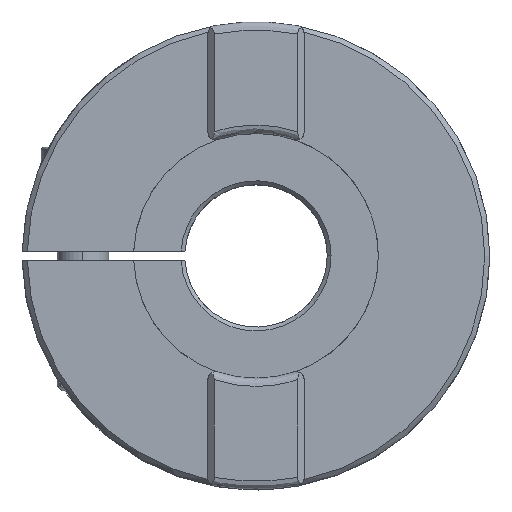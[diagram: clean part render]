
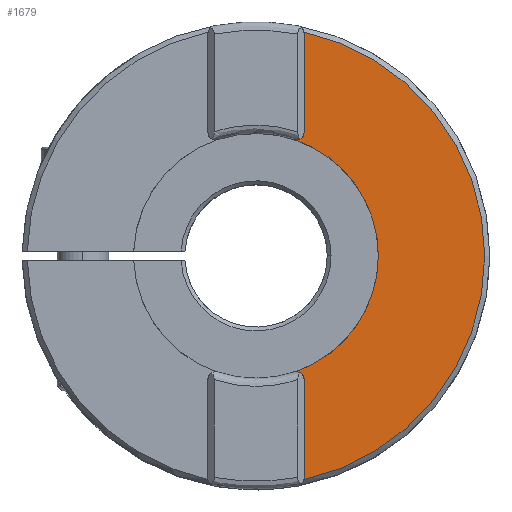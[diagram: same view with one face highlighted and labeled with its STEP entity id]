
A CAD part, top view. The second image highlights one B-rep face of the part: STEP entity #1679.
In plain terms, the highlighted planar face has unit normal (0, 0, 1).
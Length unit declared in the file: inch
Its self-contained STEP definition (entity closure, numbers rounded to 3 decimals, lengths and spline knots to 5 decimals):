
#3 = ORIENTED_EDGE ( 'NONE', *, *, #2396, .F. ) ;
#81 = VERTEX_POINT ( 'NONE', #2027 ) ;
#268 = CARTESIAN_POINT ( 'NONE',  ( 0.29528, -0.75975, 0.98425 ) ) ;
#292 = CARTESIAN_POINT ( 'NONE',  ( 0.23337, 0.71484, 0.98425 ) ) ;
#303 = CARTESIAN_POINT ( 'NONE',  ( 0., 0., 0.98425 ) ) ;
#340 = AXIS2_PLACEMENT_3D ( 'NONE', #2270, #3606, #1074 ) ;
#360 = DIRECTION ( 'NONE',  ( 0., -1., 0. ) ) ;
#566 = VERTEX_POINT ( 'NONE', #3238 ) ;
#639 = CARTESIAN_POINT ( 'NONE',  ( 0.29528, 0., 0.98425 ) ) ;
#649 = ORIENTED_EDGE ( 'NONE', *, *, #1924, .T. ) ;
#686 = AXIS2_PLACEMENT_3D ( 'NONE', #303, #940, #3478 ) ;
#778 = DIRECTION ( 'NONE',  ( 0., 0., -1. ) ) ;
#804 = DIRECTION ( 'NONE',  ( 1., 0., 0. ) ) ;
#853 = EDGE_CURVE ( 'NONE', #3377, #3044, #2596, .T. ) ;
#857 = ORIENTED_EDGE ( 'NONE', *, *, #1424, .T. ) ;
#940 = DIRECTION ( 'NONE',  ( 0., 0., 1. ) ) ;
#1061 = DIRECTION ( 'NONE',  ( 0., 0., -1. ) ) ;
#1067 = VERTEX_POINT ( 'NONE', #2158 ) ;
#1074 = DIRECTION ( 'NONE',  ( 0., 1., 0. ) ) ;
#1097 = AXIS2_PLACEMENT_3D ( 'NONE', #2212, #1061, #804 ) ;
#1199 = VECTOR ( 'NONE', #2478, 39.37008 ) ;
#1209 = DIRECTION ( 'NONE',  ( 1., 0., 0. ) ) ;
#1221 = CIRCLE ( 'NONE', #340, 1.40551 ) ;
#1225 = LINE ( 'NONE', #639, #3441 ) ;
#1325 = CARTESIAN_POINT ( 'NONE',  ( 0.29528, 0., 0.98425 ) ) ;
#1380 = ORIENTED_EDGE ( 'NONE', *, *, #3150, .T. ) ;
#1408 = ORIENTED_EDGE ( 'NONE', *, *, #2511, .T. ) ;
#1424 = EDGE_CURVE ( 'NONE', #566, #3377, #3165, .T. ) ;
#1510 = CIRCLE ( 'NONE', #1743, 0.75197 ) ;
#1518 = EDGE_CURVE ( 'NONE', #81, #2240, #2752, .T. ) ;
#1543 = CARTESIAN_POINT ( 'NONE',  ( 0.24803, -0.75975, 0.98425 ) ) ;
#1679 = ADVANCED_FACE ( 'NONE', ( #1701 ), #2836, .T. ) ;
#1701 = FACE_OUTER_BOUND ( 'NONE', #3180, .T. ) ;
#1731 = DIRECTION ( 'NONE',  ( 1., 0., 0. ) ) ;
#1743 = AXIS2_PLACEMENT_3D ( 'NONE', #2884, #2320, #1731 ) ;
#1924 = EDGE_CURVE ( 'NONE', #2641, #81, #3339, .T. ) ;
#1929 = AXIS2_PLACEMENT_3D ( 'NONE', #1543, #2687, #1209 ) ;
#2027 = CARTESIAN_POINT ( 'NONE',  ( 0.29528, 0.75975, 0.98425 ) ) ;
#2158 = CARTESIAN_POINT ( 'NONE',  ( 0.29528, -1.37415, 0.98425 ) ) ;
#2160 = CARTESIAN_POINT ( 'NONE',  ( 0.23337, -0.71484, 0.98425 ) ) ;
#2212 = CARTESIAN_POINT ( 'NONE',  ( 0.24803, 0.75975, 0.98425 ) ) ;
#2240 = VERTEX_POINT ( 'NONE', #292 ) ;
#2270 = CARTESIAN_POINT ( 'NONE',  ( 0., 0., 0.98425 ) ) ;
#2320 = DIRECTION ( 'NONE',  ( 0., 0., -1. ) ) ;
#2396 = EDGE_CURVE ( 'NONE', #2641, #1067, #1221, .T. ) ;
#2478 = DIRECTION ( 'NONE',  ( 0., -1., 0. ) ) ;
#2511 = EDGE_CURVE ( 'NONE', #2240, #566, #1510, .T. ) ;
#2558 = CARTESIAN_POINT ( 'NONE',  ( 0.29528, 1.37415, 0.98425 ) ) ;
#2596 = CIRCLE ( 'NONE', #1929, 0.04724 ) ;
#2641 = VERTEX_POINT ( 'NONE', #2558 ) ;
#2687 = DIRECTION ( 'NONE',  ( 0., 0., -1. ) ) ;
#2704 = DIRECTION ( 'NONE',  ( 1., 0., 0. ) ) ;
#2752 = CIRCLE ( 'NONE', #1097, 0.04724 ) ;
#2836 = PLANE ( 'NONE',  #686 ) ;
#2884 = CARTESIAN_POINT ( 'NONE',  ( 0., 0., 0.98425 ) ) ;
#3044 = VERTEX_POINT ( 'NONE', #268 ) ;
#3141 = ORIENTED_EDGE ( 'NONE', *, *, #853, .T. ) ;
#3150 = EDGE_CURVE ( 'NONE', #3044, #1067, #1225, .T. ) ;
#3165 = CIRCLE ( 'NONE', #3510, 0.75197 ) ;
#3180 = EDGE_LOOP ( 'NONE', ( #1380, #3, #649, #3659, #1408, #857, #3141 ) ) ;
#3238 = CARTESIAN_POINT ( 'NONE',  ( 0.75197, 0., 0.98425 ) ) ;
#3306 = CARTESIAN_POINT ( 'NONE',  ( 0., 0., 0.98425 ) ) ;
#3339 = LINE ( 'NONE', #1325, #1199 ) ;
#3377 = VERTEX_POINT ( 'NONE', #2160 ) ;
#3441 = VECTOR ( 'NONE', #360, 39.37008 ) ;
#3478 = DIRECTION ( 'NONE',  ( 1., 0., 0. ) ) ;
#3510 = AXIS2_PLACEMENT_3D ( 'NONE', #3306, #778, #2704 ) ;
#3606 = DIRECTION ( 'NONE',  ( 0., 0., -1. ) ) ;
#3659 = ORIENTED_EDGE ( 'NONE', *, *, #1518, .T. ) ;
